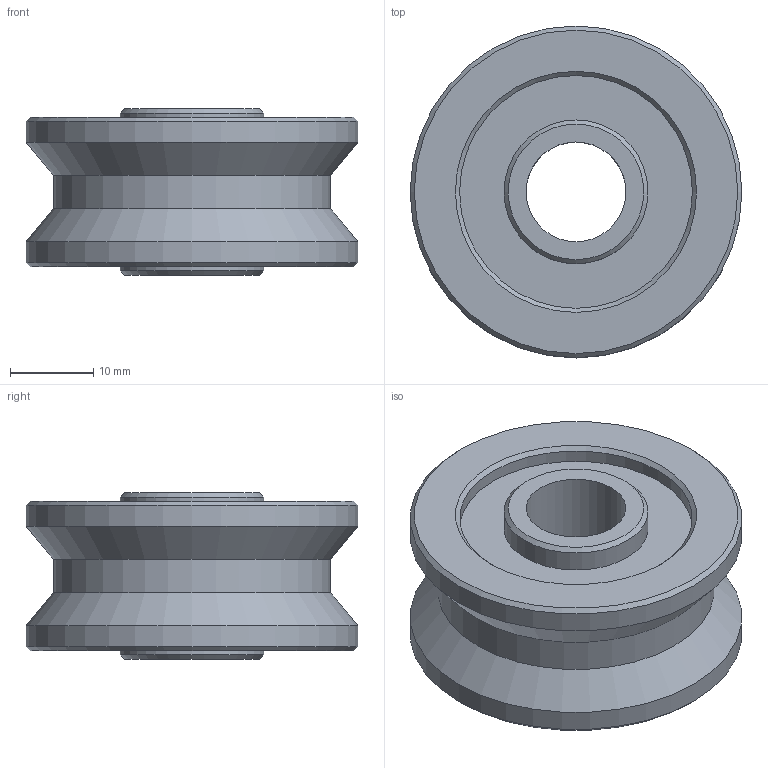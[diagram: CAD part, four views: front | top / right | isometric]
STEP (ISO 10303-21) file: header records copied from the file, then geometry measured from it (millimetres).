
FILE_DESCRIPTION(/* description */ (''),/* implementation_level */ '2;1');
FILE_NAME(/* name */ '11159_KriTec_Laufrolle_D14.stp',/* time_stamp */ '2014-05-08T12:15:35+02:00',/* author */ ('kostic'),/* organization */ (''),/* preprocessor_version */ 'ST-DEVELOPER v15.2',/* originating_system */ 'Autodesk Inventor 2014',/* authorisation */ '');
FILE_SCHEMA (('AUTOMOTIVE_DESIGN { 1 0 10303 214 3 1 1 }'));
Length unit declared in the file: millimetre
Products named in the file (1): 11159_KriTec_Laufrolle_D14
Bounding box: 39.9 x 39.9 x 20 mm (x, y, z)
Volume: 16044.1 mm3; surface area: 5912.1 mm2
Topology: 1 solids, 1 shells, 22 faces, 41 edges, 25 vertices
Faces by surface type: cone 8, cylinder 8, plane 6
Full cylindrical faces by diameter (mm): 12 x1, 17.3 x2, 28 x2, 33.3 x1, 39.9 x2
Entity records: 471 total; most frequent: DIRECTION 90, CARTESIAN_POINT 67, AXIS2_PLACEMENT_3D 45, EDGE_LOOP 44, ORIENTED_EDGE 44, FACE_BOUND 27, CIRCLE 22, VERTEX_POINT 22
